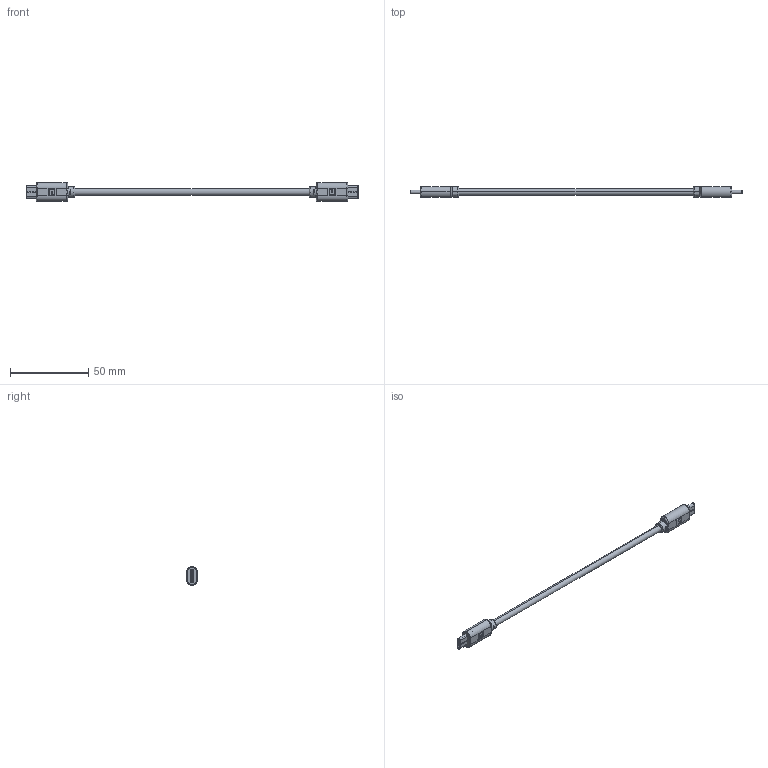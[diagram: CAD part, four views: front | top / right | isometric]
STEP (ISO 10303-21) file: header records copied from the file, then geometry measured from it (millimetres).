
FILE_DESCRIPTION (( 'STEP AP203' ), '1' );
FILE_NAME ('10-03673.STEP', '2020-06-22T21:29:14', ( '' ), ( '' ), 'SwSTEP 2.0', 'SolidWorks 2015', '' );
FILE_SCHEMA (( 'CONFIG_CONTROL_DESIGN' ));
Length unit declared in the file: millimetre
Products named in the file (4): 30-01379; 10-03673; 50-00477; 24-00113
Assembly tree (5 placements, depth 2):
  10-03673
    24-00113  x2
    50-00477  x2
    30-01379
Bounding box: 212.3 x 7.01 x 12 mm (x, y, z)
Volume: 5786 mm3; surface area: 5281.9 mm2
Topology: 7 solids, 7 shells, 1882 faces, 4960 edges, 3086 vertices
Faces by surface type: plane 1160, cylinder 436, sphere 128, bspline 114, torus 26, cone 18
Entity records: 30980 total; most frequent: CARTESIAN_POINT 7763, ORIENTED_EDGE 4942, DIRECTION 4441, EDGE_CURVE 2471, LINE 1829, VECTOR 1829, VERTEX_POINT 1545, AXIS2_PLACEMENT_3D 1306
